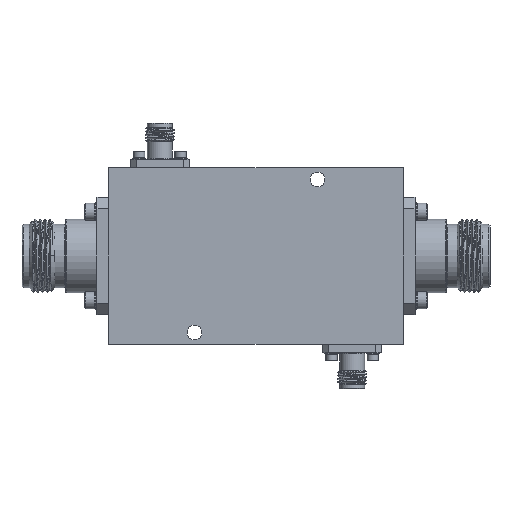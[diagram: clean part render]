
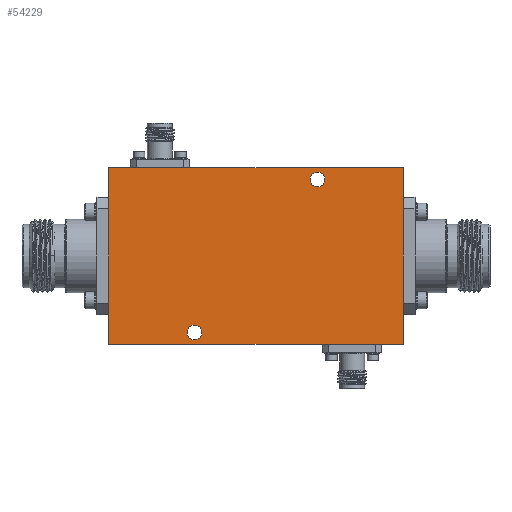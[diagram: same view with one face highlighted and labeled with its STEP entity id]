
A CAD part, front view. The second image highlights one B-rep face of the part: STEP entity #54229.
In plain terms, the highlighted planar face has unit normal (0, -1, 0).
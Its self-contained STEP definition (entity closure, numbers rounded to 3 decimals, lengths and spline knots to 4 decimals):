
#166 = VERTEX_POINT ( 'NONE', #19344 ) ;
#2726 = EDGE_CURVE ( 'NONE', #12637, #46112, #33550, .T. ) ;
#3740 = AXIS2_PLACEMENT_3D ( 'NONE', #7422, #12849, #16459 ) ;
#4362 = DIRECTION ( 'NONE',  ( 0., 0., 1. ) ) ;
#5609 = DIRECTION ( 'NONE',  ( -1., 0., 0. ) ) ;
#5665 = LINE ( 'NONE', #41796, #38518 ) ;
#6851 = EDGE_LOOP ( 'NONE', ( #30296 ) ) ;
#6855 = CARTESIAN_POINT ( 'NONE',  ( 0.5224, -0.5539, 0.65 ) ) ;
#7122 = CARTESIAN_POINT ( 'NONE',  ( -0.5224, -0.5539, -0.65 ) ) ;
#7300 = ORIENTED_EDGE ( 'NONE', *, *, #29975, .F. ) ;
#7422 = CARTESIAN_POINT ( 'NONE',  ( 0., -0.5539, 0. ) ) ;
#7851 = ORIENTED_EDGE ( 'NONE', *, *, #13878, .F. ) ;
#7941 = DIRECTION ( 'NONE',  ( 0., 0., 1. ) ) ;
#12637 = VERTEX_POINT ( 'NONE', #48259 ) ;
#12849 = DIRECTION ( 'NONE',  ( 0., -1., 0. ) ) ;
#13878 = EDGE_CURVE ( 'NONE', #166, #14805, #51091, .T. ) ;
#14805 = VERTEX_POINT ( 'NONE', #50439 ) ;
#16445 = CARTESIAN_POINT ( 'NONE',  ( 1.25, -0.5539, 0.75 ) ) ;
#16459 = DIRECTION ( 'NONE',  ( 0., 0., -1. ) ) ;
#16576 = AXIS2_PLACEMENT_3D ( 'NONE', #7122, #18202, #4362 ) ;
#16955 = LINE ( 'NONE', #48884, #44106 ) ;
#17025 = VERTEX_POINT ( 'NONE', #53737 ) ;
#18070 = ORIENTED_EDGE ( 'NONE', *, *, #58878, .F. ) ;
#18202 = DIRECTION ( 'NONE',  ( 0., 1., 0. ) ) ;
#18401 = EDGE_CURVE ( 'NONE', #17025, #17025, #56516, .T. ) ;
#19344 = CARTESIAN_POINT ( 'NONE',  ( 1.25, -0.5539, -0.75 ) ) ;
#22763 = VECTOR ( 'NONE', #5609, 39.3701 ) ;
#22846 = AXIS2_PLACEMENT_3D ( 'NONE', #6855, #25191, #44167 ) ;
#24383 = EDGE_LOOP ( 'NONE', ( #18070, #50561, #7300, #7851 ) ) ;
#25191 = DIRECTION ( 'NONE',  ( 0., 1., 0. ) ) ;
#29975 = EDGE_CURVE ( 'NONE', #14805, #12637, #16955, .T. ) ;
#30296 = ORIENTED_EDGE ( 'NONE', *, *, #18401, .T. ) ;
#30889 = FACE_BOUND ( 'NONE', #6851, .T. ) ;
#33550 = LINE ( 'NONE', #43526, #46769 ) ;
#36303 = CARTESIAN_POINT ( 'NONE',  ( -1.25, -0.5539, -0.75 ) ) ;
#38518 = VECTOR ( 'NONE', #55632, 39.3701 ) ;
#38678 = DIRECTION ( 'NONE',  ( 1., 0., 0. ) ) ;
#39015 = EDGE_CURVE ( 'NONE', #49691, #49691, #48336, .T. ) ;
#39313 = FACE_BOUND ( 'NONE', #44274, .T. ) ;
#41520 = CARTESIAN_POINT ( 'NONE',  ( -0.5224, -0.5539, -0.5874 ) ) ;
#41796 = CARTESIAN_POINT ( 'NONE',  ( 1.25, -0.5539, 0.75 ) ) ;
#43526 = CARTESIAN_POINT ( 'NONE',  ( -1.25, -0.5539, 0.75 ) ) ;
#44106 = VECTOR ( 'NONE', #7941, 39.3701 ) ;
#44149 = ORIENTED_EDGE ( 'NONE', *, *, #39015, .T. ) ;
#44167 = DIRECTION ( 'NONE',  ( 0., 0., 1. ) ) ;
#44274 = EDGE_LOOP ( 'NONE', ( #44149 ) ) ;
#44455 = PLANE ( 'NONE',  #3740 ) ;
#46112 = VERTEX_POINT ( 'NONE', #16445 ) ;
#46769 = VECTOR ( 'NONE', #38678, 39.3701 ) ;
#48259 = CARTESIAN_POINT ( 'NONE',  ( -1.25, -0.5539, 0.75 ) ) ;
#48336 = CIRCLE ( 'NONE', #16576, 0.0626 ) ;
#48884 = CARTESIAN_POINT ( 'NONE',  ( -1.25, -0.5539, 0.75 ) ) ;
#49571 = FACE_OUTER_BOUND ( 'NONE', #24383, .T. ) ;
#49691 = VERTEX_POINT ( 'NONE', #41520 ) ;
#50439 = CARTESIAN_POINT ( 'NONE',  ( -1.25, -0.5539, -0.75 ) ) ;
#50561 = ORIENTED_EDGE ( 'NONE', *, *, #2726, .F. ) ;
#51091 = LINE ( 'NONE', #36303, #22763 ) ;
#53737 = CARTESIAN_POINT ( 'NONE',  ( 0.5224, -0.5539, 0.7126 ) ) ;
#54229 = ADVANCED_FACE ( 'NONE', ( #39313, #49571, #30889 ), #44455, .T. ) ;
#55632 = DIRECTION ( 'NONE',  ( 0., 0., -1. ) ) ;
#56516 = CIRCLE ( 'NONE', #22846, 0.0626 ) ;
#58878 = EDGE_CURVE ( 'NONE', #46112, #166, #5665, .T. ) ;
